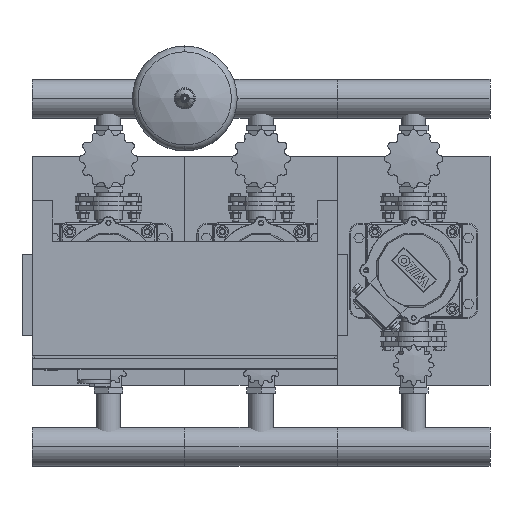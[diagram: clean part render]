
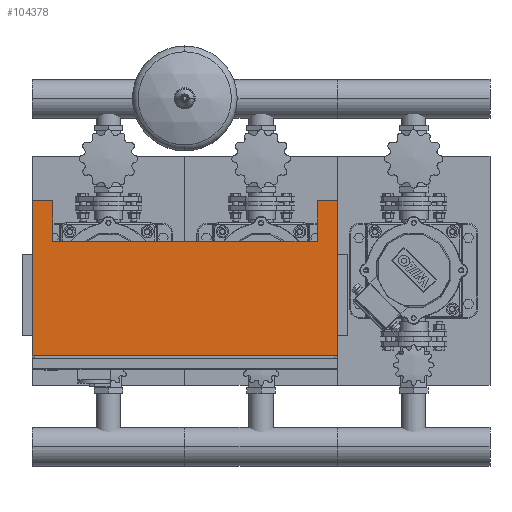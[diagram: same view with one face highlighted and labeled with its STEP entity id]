
A CAD part, top view. The second image highlights one B-rep face of the part: STEP entity #104378.
In plain terms, the highlighted planar face has unit normal (0, 0, 1).
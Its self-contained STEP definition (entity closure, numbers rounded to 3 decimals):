
#103026=CARTESIAN_POINT('',(560.0,134.925,1670.0));
#103027=VERTEX_POINT('',#103026);
#103028=CARTESIAN_POINT('',(600.0,134.925,1670.0));
#103029=VERTEX_POINT('',#103028);
#103030=CARTESIAN_POINT('',(560.0,134.925,1670.0));
#103031=DIRECTION('',(1.0,0.0,0.0));
#103032=VECTOR('',#103031,40.0);
#103033=LINE('',#103030,#103032);
#103034=EDGE_CURVE('',#103027,#103029,#103033,.T.);
#103088=CARTESIAN_POINT('',(560.0,54.925,1670.0));
#103089=VERTEX_POINT('',#103088);
#103096=CARTESIAN_POINT('',(560.0,134.925,1670.0));
#103097=DIRECTION('',(0.0,-1.0,0.0));
#103098=VECTOR('',#103097,80.0);
#103099=LINE('',#103096,#103098);
#103100=EDGE_CURVE('',#103027,#103089,#103099,.T.);
#103123=CARTESIAN_POINT('',(0.,134.925,1670.0));
#103124=VERTEX_POINT('',#103123);
#103131=CARTESIAN_POINT('',(40.,134.925,1670.0));
#103132=VERTEX_POINT('',#103131);
#103133=CARTESIAN_POINT('',(40.,134.925,1670.0));
#103134=DIRECTION('',(-1.0,0.0,0.0));
#103135=VECTOR('',#103134,40.0);
#103136=LINE('',#103133,#103135);
#103137=EDGE_CURVE('',#103132,#103124,#103136,.T.);
#103200=CARTESIAN_POINT('',(40.,54.925,1670.0));
#103201=VERTEX_POINT('',#103200);
#103202=CARTESIAN_POINT('',(40.,134.925,1670.0));
#103203=DIRECTION('',(0.0,-1.0,0.0));
#103204=VECTOR('',#103203,80.0);
#103205=LINE('',#103202,#103204);
#103206=EDGE_CURVE('',#103132,#103201,#103205,.T.);
#103248=CARTESIAN_POINT('',(560.0,54.925,1670.0));
#103249=DIRECTION('',(-1.0,0.0,0.0));
#103250=VECTOR('',#103249,520.0);
#103251=LINE('',#103248,#103250);
#103252=EDGE_CURVE('',#103089,#103201,#103251,.T.);
#104312=CARTESIAN_POINT('',(600.0,-170.075,1670.0));
#104313=VERTEX_POINT('',#104312);
#104322=CARTESIAN_POINT('',(0.,-170.075,1670.0));
#104323=VERTEX_POINT('',#104322);
#104324=CARTESIAN_POINT('',(0.,-170.075,1670.0));
#104325=DIRECTION('',(1.0,0.0,0.0));
#104326=VECTOR('',#104325,600.0);
#104327=LINE('',#104324,#104326);
#104328=EDGE_CURVE('',#104323,#104313,#104327,.T.);
#104353=CARTESIAN_POINT('',(0.,54.925,1670.0));
#104354=DIRECTION('',(0.0,0.0,1.0));
#104355=DIRECTION('',(0.0,-1.0,0.0));
#104356=AXIS2_PLACEMENT_3D('',#104353,#104354,#104355);
#104357=PLANE('',#104356);
#104358=ORIENTED_EDGE('',*,*,#104328,.T.);
#104359=CARTESIAN_POINT('',(600.0,134.925,1670.0));
#104360=DIRECTION('',(0.0,-1.0,0.0));
#104361=VECTOR('',#104360,305.0);
#104362=LINE('',#104359,#104361);
#104363=EDGE_CURVE('',#103029,#104313,#104362,.T.);
#104364=ORIENTED_EDGE('',*,*,#104363,.F.);
#104365=ORIENTED_EDGE('',*,*,#103034,.F.);
#104366=ORIENTED_EDGE('',*,*,#103100,.T.);
#104367=ORIENTED_EDGE('',*,*,#103252,.T.);
#104368=ORIENTED_EDGE('',*,*,#103206,.F.);
#104369=ORIENTED_EDGE('',*,*,#103137,.T.);
#104370=CARTESIAN_POINT('',(0.,134.925,1670.0));
#104371=DIRECTION('',(0.0,-1.0,0.0));
#104372=VECTOR('',#104371,305.0);
#104373=LINE('',#104370,#104372);
#104374=EDGE_CURVE('',#103124,#104323,#104373,.T.);
#104375=ORIENTED_EDGE('',*,*,#104374,.T.);
#104376=EDGE_LOOP('',(#104358,#104364,#104365,#104366,#104367,#104368,#104369,#104375));
#104377=FACE_OUTER_BOUND('',#104376,.T.);
#104378=ADVANCED_FACE('',(#104377),#104357,.T.);
